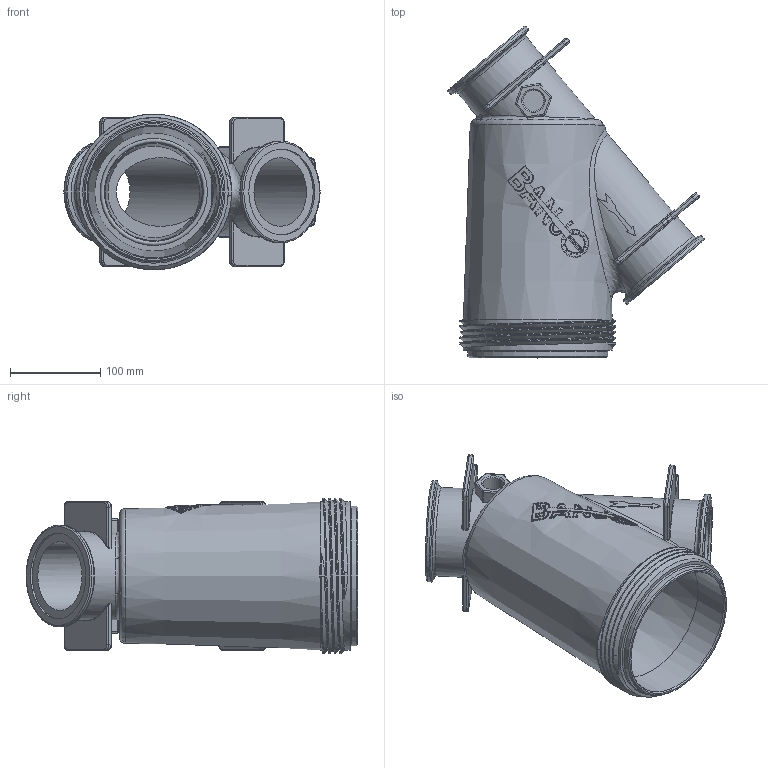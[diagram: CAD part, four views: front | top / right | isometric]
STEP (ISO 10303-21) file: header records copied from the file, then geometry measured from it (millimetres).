
FILE_DESCRIPTION(/* description */ ('3" LINE STRAINER BODY'),/* implementation_level */ '2;1');
FILE_NAME(/* name */ 'MLS300B.stp',/* time_stamp */ '2023-08-28T08:01:54-04:00',/* author */ ('DAG'),/* organization */ (''),/* preprocessor_version */ 'ST-DEVELOPER v18.1',/* originating_system */ 'Autodesk Inventor 2022',/* authorisation */ '');
FILE_SCHEMA (('AUTOMOTIVE_DESIGN { 1 0 10303 214 3 1 1 }'));
Length unit declared in the file: inch
Products named in the file (1): MLS300B
Bounding box: 284.14 x 368.04 x 172.66 mm (x, y, z)
Volume: 2008119.3 mm3; surface area: 441592.2 mm2
Topology: 1 solids, 1 shells, 532 faces, 1369 edges, 856 vertices
Faces by surface type: plane 235, cylinder 158, torus 45, cone 42, bspline 32, sphere 20
Full cylindrical faces by diameter (mm): 23.114 x2, 76.2 x2, 95.25 x2, 98.552 x1, 109.728 x1, 112.776 x2, 118.872 x1, 146.05 x1, 154.94 x1, 165.1 x3, 172.72 x2
Entity records: 19766 total; most frequent: CARTESIAN_POINT 6805, DIRECTION 2807, ORIENTED_EDGE 2702, EDGE_CURVE 1351, AXIS2_PLACEMENT_3D 1169, VERTEX_POINT 856, EDGE_LOOP 571, FACE_OUTER_BOUND 532
